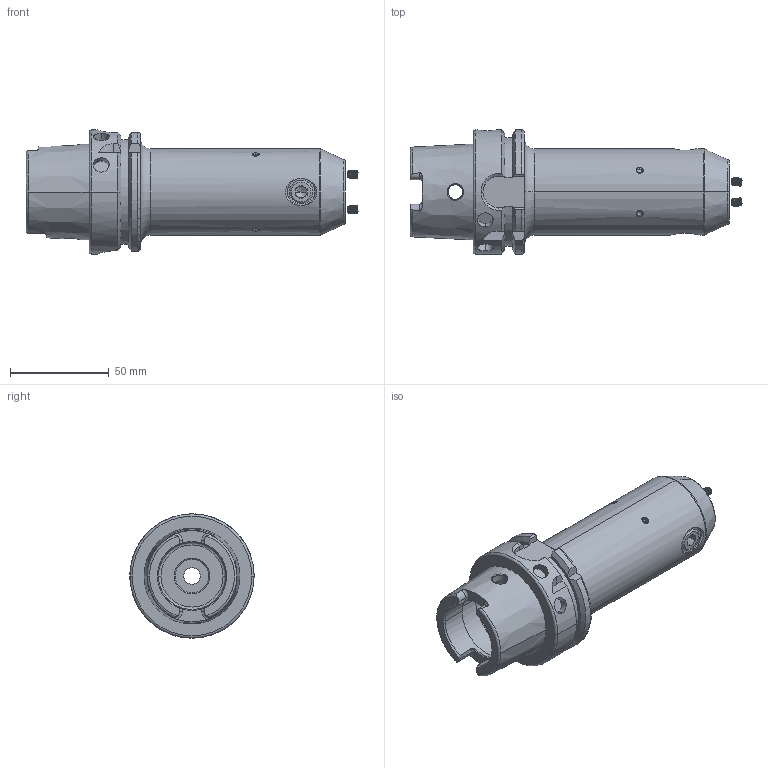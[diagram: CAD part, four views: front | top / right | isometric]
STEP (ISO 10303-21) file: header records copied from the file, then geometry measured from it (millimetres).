
FILE_DESCRIPTION (( 'STEP AP203' ), '1' );
FILE_NAME ('FWA063H-EKH14130.STEP', '2024-01-06T05:25:24', ( '' ), ( '' ), 'SwSTEP 2.0', 'SolidWorks 2023', '' );
FILE_SCHEMA (( 'CONFIG_CONTROL_DESIGN' ));
Length unit declared in the file: millimetre
Products named in the file (6): HSKA63EK14130WW; GS-M4X4_DIN 913 - M4 x 4-N; GS-M12X16-DIN1835-B; FWA063H-EKH14130; GS-M4X4-COATING_DIN 913 - M4 x 4-N
Assembly tree (11 placements, depth 3):
  FWA063H-EKH14130
    HSKA63EK14130WW
      HSKA63EK14130WW
      GS-M4X4_DIN 913 - M4 x 4-N  x4
      GS-M4X4-COATING_DIN 913 - M4 x 4-N  x4
      GS-M12X16-DIN1835-B
Bounding box: 168.34 x 63 x 63 mm (x, y, z)
Volume: 221628.6 mm3; surface area: 43756.8 mm2
Topology: 10 solids, 10 shells, 620 faces, 1581 edges, 989 vertices
Faces by surface type: cone 271, cylinder 165, plane 139, torus 29, bspline 14, sphere 2
Entity records: 13125 total; most frequent: CARTESIAN_POINT 4346, ORIENTED_EDGE 1710, DIRECTION 1664, EDGE_CURVE 855, AXIS2_PLACEMENT_3D 666, VERTEX_POINT 533, EDGE_LOOP 370, FACE_OUTER_BOUND 338
